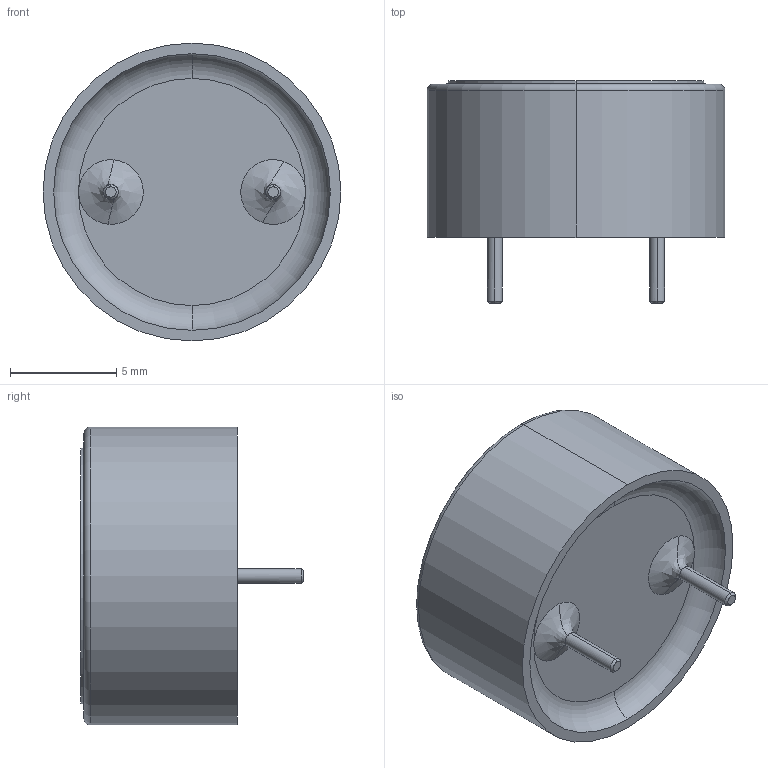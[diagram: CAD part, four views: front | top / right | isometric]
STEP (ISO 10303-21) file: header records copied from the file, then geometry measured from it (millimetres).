
FILE_DESCRIPTION (( 'STEP AP214' ), '1' );
FILE_NAME ('User Library-Buzzer14mm.STEP', '2020-05-03T16:35:28', ( '' ), ( '' ), 'SwSTEP 2.0', 'SolidWorks 2019', '' );
FILE_SCHEMA (( 'AUTOMOTIVE_DESIGN' ));
Length unit declared in the file: millimetre
Products named in the file (1): User Library-Buzzer14mm
Bounding box: 14 x 10.45 x 14 mm (x, y, z)
Volume: 604.5 mm3; surface area: 1396.8 mm2
Topology: 2 solids, 2 shells, 59 faces, 128 edges, 82 vertices
Faces by surface type: plane 25, cylinder 18, torus 8, cone 4, bspline 4
Entity records: 2225 total; most frequent: CARTESIAN_POINT 632, DIRECTION 282, ORIENTED_EDGE 256, EDGE_CURVE 128, AXIS2_PLACEMENT_3D 112, VERTEX_POINT 82, EDGE_LOOP 68, FACE_OUTER_BOUND 59
